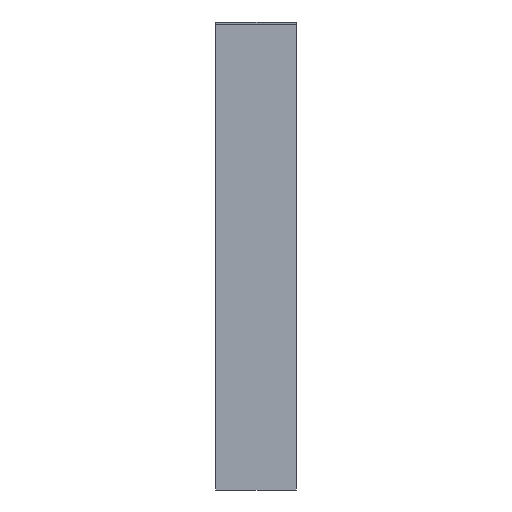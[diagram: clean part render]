
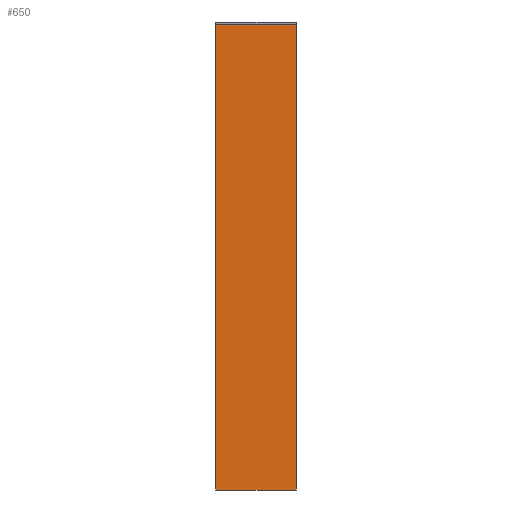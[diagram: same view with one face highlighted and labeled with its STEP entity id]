
A CAD part, left-side view. The second image highlights one B-rep face of the part: STEP entity #650.
In plain terms, the highlighted planar face has unit normal (-1, 0, 0).
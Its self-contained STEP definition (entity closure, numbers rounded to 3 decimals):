
#27 = LINE ( 'NONE', #2097, #48 ) ;
#48 = VECTOR ( 'NONE', #523, 1000. ) ;
#108 = AXIS2_PLACEMENT_3D ( 'NONE', #2754, #2667, #2658 ) ;
#205 = EDGE_CURVE ( 'NONE', #2674, #610, #27, .T. ) ;
#358 = DIRECTION ( 'NONE',  ( 0., 0., -1. ) ) ;
#364 = VERTEX_POINT ( 'NONE', #3236 ) ;
#523 = DIRECTION ( 'NONE',  ( 0., -1., 0. ) ) ;
#605 = VERTEX_POINT ( 'NONE', #2855 ) ;
#610 = VERTEX_POINT ( 'NONE', #2807 ) ;
#650 = ADVANCED_FACE ( 'NONE', ( #2558 ), #2672, .F. ) ;
#894 = VECTOR ( 'NONE', #2761, 1000. ) ;
#897 = LINE ( 'NONE', #2463, #894 ) ;
#1021 = ORIENTED_EDGE ( 'NONE', *, *, #205, .F. ) ;
#1133 = VECTOR ( 'NONE', #2258, 1000. ) ;
#1154 = LINE ( 'NONE', #1658, #1133 ) ;
#1232 = ORIENTED_EDGE ( 'NONE', *, *, #2985, .F. ) ;
#1269 = VECTOR ( 'NONE', #358, 1000. ) ;
#1272 = LINE ( 'NONE', #1379, #1269 ) ;
#1379 = CARTESIAN_POINT ( 'NONE',  ( 92., -26., -298.49 ) ) ;
#1658 = CARTESIAN_POINT ( 'NONE',  ( 92., 26., -298.49 ) ) ;
#1749 = CARTESIAN_POINT ( 'NONE',  ( 92., 26., -0.01 ) ) ;
#1989 = EDGE_LOOP ( 'NONE', ( #2007, #1021, #1232, #2507 ) ) ;
#2007 = ORIENTED_EDGE ( 'NONE', *, *, #2831, .F. ) ;
#2097 = CARTESIAN_POINT ( 'NONE',  ( 92., 26., -0.01 ) ) ;
#2258 = DIRECTION ( 'NONE',  ( 0., 0., 1. ) ) ;
#2463 = CARTESIAN_POINT ( 'NONE',  ( 92., -28.135, -300. ) ) ;
#2507 = ORIENTED_EDGE ( 'NONE', *, *, #3216, .F. ) ;
#2558 = FACE_OUTER_BOUND ( 'NONE', #1989, .T. ) ;
#2658 = DIRECTION ( 'NONE',  ( 0., 0., -1. ) ) ;
#2667 = DIRECTION ( 'NONE',  ( 1., 0., 0. ) ) ;
#2672 = PLANE ( 'NONE',  #108 ) ;
#2674 = VERTEX_POINT ( 'NONE', #1749 ) ;
#2754 = CARTESIAN_POINT ( 'NONE',  ( 92., 26., -298.49 ) ) ;
#2761 = DIRECTION ( 'NONE',  ( 0., 1., 0. ) ) ;
#2807 = CARTESIAN_POINT ( 'NONE',  ( 92., -26., -0.01 ) ) ;
#2831 = EDGE_CURVE ( 'NONE', #610, #605, #1272, .T. ) ;
#2855 = CARTESIAN_POINT ( 'NONE',  ( 92., -26., -300. ) ) ;
#2985 = EDGE_CURVE ( 'NONE', #364, #2674, #1154, .T. ) ;
#3216 = EDGE_CURVE ( 'NONE', #605, #364, #897, .T. ) ;
#3236 = CARTESIAN_POINT ( 'NONE',  ( 92., 26., -300. ) ) ;
